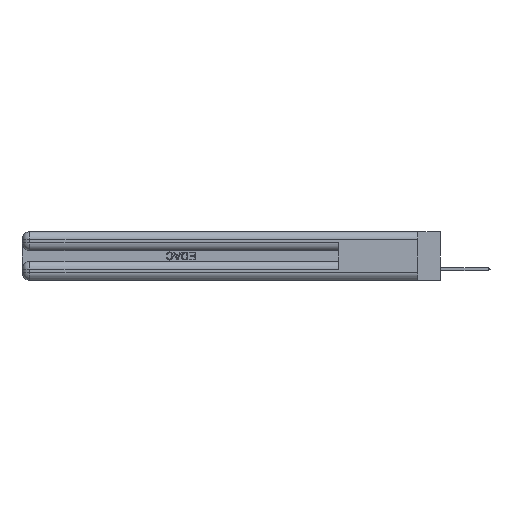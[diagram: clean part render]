
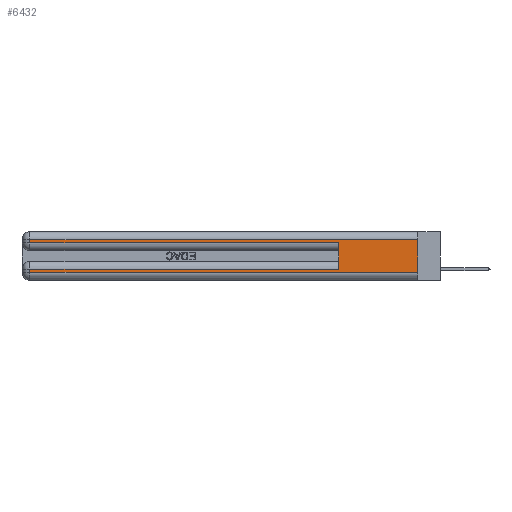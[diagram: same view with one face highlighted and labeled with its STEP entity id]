
A CAD part, left-side view. The second image highlights one B-rep face of the part: STEP entity #6432.
In plain terms, the highlighted planar face has unit normal (-1, 0, 0).
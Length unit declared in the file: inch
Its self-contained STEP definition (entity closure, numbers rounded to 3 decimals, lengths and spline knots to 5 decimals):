
#201 = LINE ( 'NONE', #16811, #51909 ) ;
#1224 = ORIENTED_EDGE ( 'NONE', *, *, #43796, .T. ) ;
#1791 = LINE ( 'NONE', #13073, #17504 ) ;
#3022 = EDGE_CURVE ( 'NONE', #50402, #10816, #54051, .T. ) ;
#4859 = CARTESIAN_POINT ( 'NONE',  ( 0., 0., 0.06 ) ) ;
#5415 = CARTESIAN_POINT ( 'NONE',  ( 0., 0.6, 0.285 ) ) ;
#5962 = VERTEX_POINT ( 'NONE', #8938 ) ;
#6299 = ORIENTED_EDGE ( 'NONE', *, *, #50818, .T. ) ;
#6432 = ADVANCED_FACE ( 'NONE', ( #53318 ), #18387, .F. ) ;
#7972 = LINE ( 'NONE', #39798, #30234 ) ;
#8938 = CARTESIAN_POINT ( 'NONE',  ( 0., 2.94, 0.06 ) ) ;
#10102 = VERTEX_POINT ( 'NONE', #34670 ) ;
#10236 = VERTEX_POINT ( 'NONE', #5415 ) ;
#10816 = VERTEX_POINT ( 'NONE', #34863 ) ;
#11505 = EDGE_CURVE ( 'NONE', #10816, #37739, #13719, .T. ) ;
#12564 = EDGE_CURVE ( 'NONE', #37739, #10236, #47588, .T. ) ;
#12936 = DIRECTION ( 'NONE',  ( 0., 1., 0. ) ) ;
#13073 = CARTESIAN_POINT ( 'NONE',  ( 0., 2.94, 0.37 ) ) ;
#13719 = LINE ( 'NONE', #47535, #37306 ) ;
#14173 = CARTESIAN_POINT ( 'NONE',  ( 0., 2.94, 0.285 ) ) ;
#14814 = VECTOR ( 'NONE', #12936, 39.37008 ) ;
#15996 = VERTEX_POINT ( 'NONE', #24658 ) ;
#16278 = CARTESIAN_POINT ( 'NONE',  ( 0., 0., 0.285 ) ) ;
#16811 = CARTESIAN_POINT ( 'NONE',  ( 0., 0., 0.37 ) ) ;
#17500 = DIRECTION ( 'NONE',  ( 0., 0., -1. ) ) ;
#17504 = VECTOR ( 'NONE', #50577, 39.37008 ) ;
#18387 = PLANE ( 'NONE',  #42322 ) ;
#19607 = DIRECTION ( 'NONE',  ( 0., 0., 1. ) ) ;
#20504 = LINE ( 'NONE', #4859, #53186 ) ;
#23896 = CARTESIAN_POINT ( 'NONE',  ( 0., 0.6, 0.085 ) ) ;
#24658 = CARTESIAN_POINT ( 'NONE',  ( 0., 0., 0.06 ) ) ;
#27419 = DIRECTION ( 'NONE',  ( 0., 1., 0. ) ) ;
#28148 = DIRECTION ( 'NONE',  ( 0., -1., 0. ) ) ;
#29792 = ORIENTED_EDGE ( 'NONE', *, *, #39780, .F. ) ;
#30234 = VECTOR ( 'NONE', #27419, 39.37008 ) ;
#31221 = DIRECTION ( 'NONE',  ( 1., 0., 0. ) ) ;
#32862 = ORIENTED_EDGE ( 'NONE', *, *, #3022, .T. ) ;
#34670 = CARTESIAN_POINT ( 'NONE',  ( 0., 2.94, 0.085 ) ) ;
#34863 = CARTESIAN_POINT ( 'NONE',  ( 0., 2.94, 0.31 ) ) ;
#35950 = DIRECTION ( 'NONE',  ( 0., -1., 0. ) ) ;
#36773 = CARTESIAN_POINT ( 'NONE',  ( 0., 0.6, 0.145 ) ) ;
#36786 = EDGE_CURVE ( 'NONE', #5962, #15996, #20504, .T. ) ;
#37306 = VECTOR ( 'NONE', #39322, 39.37008 ) ;
#37739 = VERTEX_POINT ( 'NONE', #14173 ) ;
#39322 = DIRECTION ( 'NONE',  ( 0., 0., -1. ) ) ;
#39404 = CARTESIAN_POINT ( 'NONE',  ( 0., 0., 0.37 ) ) ;
#39643 = CARTESIAN_POINT ( 'NONE',  ( 0., 0., 0.31 ) ) ;
#39780 = EDGE_CURVE ( 'NONE', #51141, #10236, #44287, .T. ) ;
#39798 = CARTESIAN_POINT ( 'NONE',  ( 0., 0., 0.085 ) ) ;
#41080 = VECTOR ( 'NONE', #28148, 39.37008 ) ;
#41783 = EDGE_CURVE ( 'NONE', #50402, #15996, #201, .T. ) ;
#42178 = CARTESIAN_POINT ( 'NONE',  ( 0., 0., 0.31 ) ) ;
#42322 = AXIS2_PLACEMENT_3D ( 'NONE', #39404, #31221, #48353 ) ;
#42944 = VECTOR ( 'NONE', #19607, 39.37008 ) ;
#43796 = EDGE_CURVE ( 'NONE', #51141, #10102, #7972, .T. ) ;
#44287 = LINE ( 'NONE', #36773, #42944 ) ;
#47535 = CARTESIAN_POINT ( 'NONE',  ( 0., 2.94, 0.37 ) ) ;
#47588 = LINE ( 'NONE', #16278, #41080 ) ;
#47662 = ORIENTED_EDGE ( 'NONE', *, *, #36786, .T. ) ;
#47891 = ORIENTED_EDGE ( 'NONE', *, *, #12564, .T. ) ;
#48353 = DIRECTION ( 'NONE',  ( 0., 0., -1. ) ) ;
#48966 = ORIENTED_EDGE ( 'NONE', *, *, #41783, .F. ) ;
#50264 = ORIENTED_EDGE ( 'NONE', *, *, #11505, .T. ) ;
#50402 = VERTEX_POINT ( 'NONE', #39643 ) ;
#50577 = DIRECTION ( 'NONE',  ( 0., 0., -1. ) ) ;
#50818 = EDGE_CURVE ( 'NONE', #10102, #5962, #1791, .T. ) ;
#51141 = VERTEX_POINT ( 'NONE', #23896 ) ;
#51909 = VECTOR ( 'NONE', #17500, 39.37008 ) ;
#53186 = VECTOR ( 'NONE', #35950, 39.37008 ) ;
#53318 = FACE_OUTER_BOUND ( 'NONE', #54055, .T. ) ;
#54051 = LINE ( 'NONE', #42178, #14814 ) ;
#54055 = EDGE_LOOP ( 'NONE', ( #48966, #32862, #50264, #47891, #29792, #1224, #6299, #47662 ) ) ;
